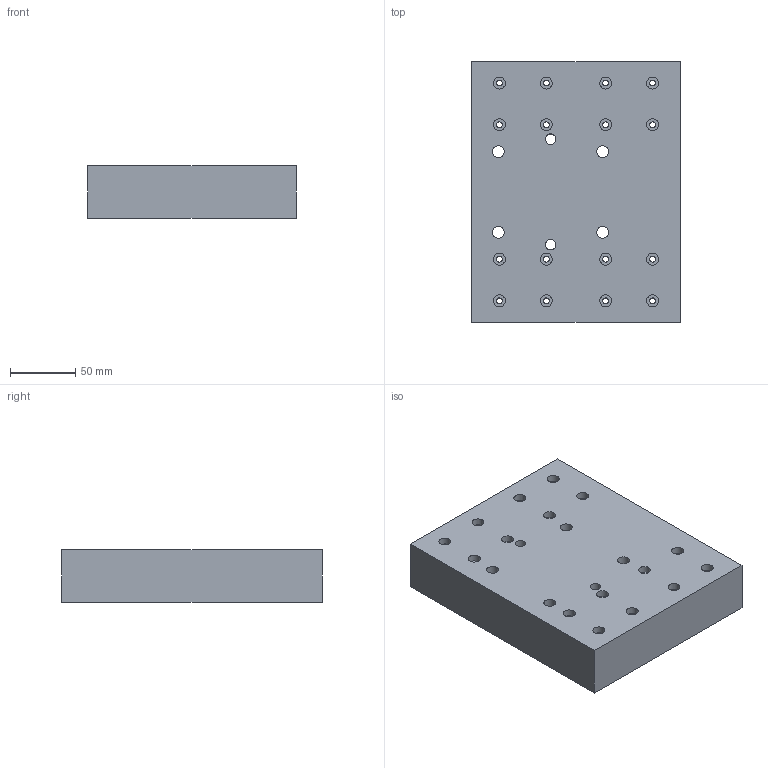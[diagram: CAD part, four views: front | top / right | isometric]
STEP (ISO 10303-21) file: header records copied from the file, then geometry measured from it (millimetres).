
FILE_DESCRIPTION(('FreeCAD Model'),'2;1');
FILE_NAME('Open CASCADE Shape Model','2025-04-11T16:45:44',(''),(''), 'Open CASCADE STEP processor 7.8','FreeCAD','Unknown');
FILE_SCHEMA(('AUTOMOTIVE_DESIGN { 1 0 10303 214 1 1 1 1 }'));
Length unit declared in the file: millimetre
Products named in the file (1): TailstockPlate
Bounding box: 160 x 200 x 40 mm (x, y, z)
Volume: 1251170.9 mm3; surface area: 108462.7 mm2
Topology: 1 solids, 1 shells, 60 faces, 126 edges, 84 vertices
Faces by surface type: cylinder 38, plane 22
Full cylindrical faces by diameter (mm): 4.5 x16, 8 x2, 9 x4, 9.2 x16
Entity records: 3396 total; most frequent: DIRECTION 576, CARTESIAN_POINT 523, ORIENTED_EDGE 252, PCURVE 252, DEFINITIONAL_REPRESENTATION 252, LINE 226, VECTOR 226, CIRCLE 152
